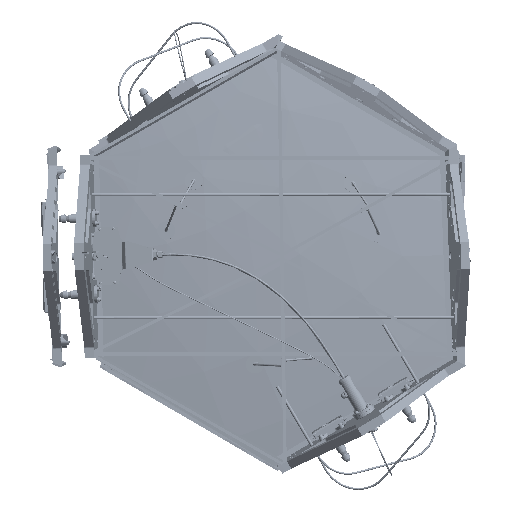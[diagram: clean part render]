
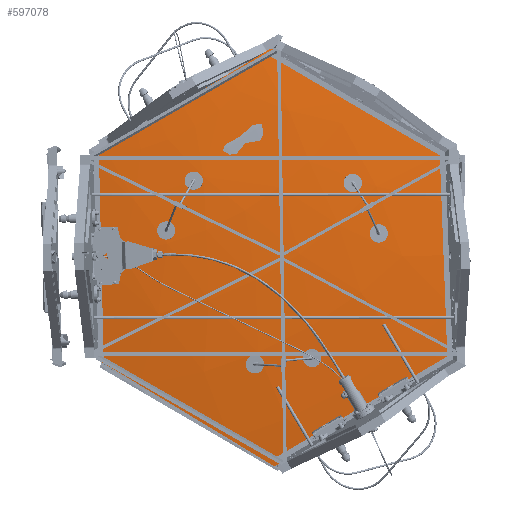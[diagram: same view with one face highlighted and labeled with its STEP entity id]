
A CAD part, front view. The second image highlights one B-rep face of the part: STEP entity #597078.
In plain terms, the highlighted face is a revolution surface.
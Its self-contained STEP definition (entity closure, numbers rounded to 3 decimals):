
#597006 = EDGE_CURVE('',#597007,#597009,#597011,.T.);
#597007 = VERTEX_POINT('',#597008);
#597008 = CARTESIAN_POINT('',(-244.827,58.188,
    122.861));
#597009 = VERTEX_POINT('',#597010);
#597010 = CARTESIAN_POINT('',(-238.385,58.496,
    -156.948));
#597011 = B_SPLINE_CURVE_WITH_KNOTS('',3,(#597012,#597013,#597014,
    #597015,#597016,#597017,#597018,#597019,#597020,#597021),
  .UNSPECIFIED.,.F.,.F.,(4,2,2,2,4),(0.,0.25,0.5,0.75,1.),
  .UNSPECIFIED.);
#597012 = CARTESIAN_POINT('',(-244.827,58.188,
    122.861));
#597013 = CARTESIAN_POINT('',(-244.291,56.639,
    99.595));
#597014 = CARTESIAN_POINT('',(-243.754,55.492,
    76.249));
#597015 = CARTESIAN_POINT('',(-242.681,53.995,
    29.639));
#597016 = CARTESIAN_POINT('',(-242.143,53.643,
    6.268));
#597017 = CARTESIAN_POINT('',(-241.069,53.717,
    -40.366));
#597018 = CARTESIAN_POINT('',(-240.531,54.144,
    -63.735));
#597019 = CARTESIAN_POINT('',(-239.458,55.755,
    -110.341));
#597020 = CARTESIAN_POINT('',(-238.921,56.943,
    -133.683));
#597021 = CARTESIAN_POINT('',(-238.385,58.496,
    -156.948));
#597046 = VERTEX_POINT('',#597047);
#597047 = CARTESIAN_POINT('',(6.118,58.445,
    274.544));
#597053 = EDGE_CURVE('',#597054,#597046,#597056,.T.);
#597054 = VERTEX_POINT('',#597055);
#597055 = CARTESIAN_POINT('',(251.015,58.496,
    131.34));
#597056 = B_SPLINE_CURVE_WITH_KNOTS('',3,(#597057,#597058,#597059,
    #597060,#597061,#597062,#597063,#597064,#597065,#597066),
  .UNSPECIFIED.,.F.,.F.,(4,2,2,2,4),(0.,0.25,0.5,0.75,1.),
  .UNSPECIFIED.);
#597057 = CARTESIAN_POINT('',(251.015,58.496,
    131.34));
#597058 = CARTESIAN_POINT('',(230.685,56.924,
    143.227));
#597059 = CARTESIAN_POINT('',(210.188,55.722,
    155.213));
#597060 = CARTESIAN_POINT('',(169.462,54.112,
    179.028));
#597061 = CARTESIAN_POINT('',(148.942,53.694,
    191.027));
#597062 = CARTESIAN_POINT('',(108.193,53.661,
    214.855));
#597063 = CARTESIAN_POINT('',(87.67,54.047,
    226.856));
#597064 = CARTESIAN_POINT('',(46.944,55.627,
    250.671));
#597065 = CARTESIAN_POINT('',(26.445,56.834,
    262.658));
#597066 = CARTESIAN_POINT('',(6.118,58.445,
    274.544));
#597078 = ADVANCED_FACE('',(#597079),#597149,.T.);
#597079 = FACE_BOUND('',#597080,.T.);
#597080 = EDGE_LOOP('',(#597081,#597082,#597095,#597096,#597121,#597136)
  );
#597081 = ORIENTED_EDGE('',*,*,#597053,.T.);
#597082 = ORIENTED_EDGE('',*,*,#597083,.T.);
#597083 = EDGE_CURVE('',#597046,#597007,#597084,.T.);
#597084 = B_SPLINE_CURVE_WITH_KNOTS('',3,(#597085,#597086,#597087,
    #597088,#597089,#597090,#597091,#597092,#597093,#597094),
  .UNSPECIFIED.,.F.,.F.,(4,2,2,2,4),(0.,0.25,0.5,0.75,1.),
  .UNSPECIFIED.);
#597085 = CARTESIAN_POINT('',(6.118,58.445,
    274.544));
#597086 = CARTESIAN_POINT('',(-14.735,56.606,
    261.94));
#597087 = CARTESIAN_POINT('',(-35.675,55.215,
    249.282));
#597088 = CARTESIAN_POINT('',(-77.468,53.35,
    224.02));
#597089 = CARTESIAN_POINT('',(-98.438,52.871,
    211.345));
#597090 = CARTESIAN_POINT('',(-140.262,52.829,
    186.065));
#597091 = CARTESIAN_POINT('',(-161.233,53.265,
    173.389));
#597092 = CARTESIAN_POINT('',(-203.029,55.044,
    148.125));
#597093 = CARTESIAN_POINT('',(-223.971,56.392,
    135.467));
#597094 = CARTESIAN_POINT('',(-244.827,58.188,
    122.861));
#597095 = ORIENTED_EDGE('',*,*,#597006,.T.);
#597096 = ORIENTED_EDGE('',*,*,#597097,.T.);
#597097 = EDGE_CURVE('',#597009,#597098,#597100,.T.);
#597098 = VERTEX_POINT('',#597099);
#597099 = CARTESIAN_POINT('',(11.214,58.546,
    -307.721));
#597100 = B_SPLINE_CURVE_WITH_KNOTS('',3,(#597101,#597102,#597103,
    #597104,#597105,#597106,#597107,#597108,#597109,#597110,#597111,
    #597112,#597113,#597114,#597115,#597116,#597117,#597118,#597119,
    #597120),.UNSPECIFIED.,.F.,.F.,(4,2,2,2,2,2,2,2,2,4),(0.,
    0.104,0.208,0.312,0.417,0.521,
    0.625,0.729,0.833,1.),.UNSPECIFIED.);
#597101 = CARTESIAN_POINT('',(-238.385,58.496,
    -156.948));
#597102 = CARTESIAN_POINT('',(-229.791,57.811,
    -162.14));
#597103 = CARTESIAN_POINT('',(-220.994,57.186,
    -167.454));
#597104 = CARTESIAN_POINT('',(-203.79,56.109,
    -177.846));
#597105 = CARTESIAN_POINT('',(-194.986,55.632,
    -183.164));
#597106 = CARTESIAN_POINT('',(-177.771,54.846,
    -193.563));
#597107 = CARTESIAN_POINT('',(-168.962,54.518,
    -198.884));
#597108 = CARTESIAN_POINT('',(-151.738,54.02,
    -209.288));
#597109 = CARTESIAN_POINT('',(-142.927,53.838,
    -214.611));
#597110 = CARTESIAN_POINT('',(-125.699,53.627,
    -225.017));
#597111 = CARTESIAN_POINT('',(-116.886,53.591,
    -230.341));
#597112 = CARTESIAN_POINT('',(-99.658,53.662,
    -240.748));
#597113 = CARTESIAN_POINT('',(-90.845,53.771,
    -246.071));
#597114 = CARTESIAN_POINT('',(-73.619,54.123,
    -256.477));
#597115 = CARTESIAN_POINT('',(-64.809,54.375,
    -261.799));
#597116 = CARTESIAN_POINT('',(-47.589,55.005,
    -272.201));
#597117 = CARTESIAN_POINT('',(-38.782,55.398,
    -277.52));
#597118 = CARTESIAN_POINT('',(-16.405,56.574,
    -291.037));
#597119 = CARTESIAN_POINT('',(-2.541,57.478,
    -299.412));
#597120 = CARTESIAN_POINT('',(11.214,58.546,
    -307.721));
#597121 = ORIENTED_EDGE('',*,*,#597122,.T.);
#597122 = EDGE_CURVE('',#597098,#597123,#597125,.T.);
#597123 = VERTEX_POINT('',#597124);
#597124 = CARTESIAN_POINT('',(261.883,58.546,
    -160.06));
#597125 = B_SPLINE_CURVE_WITH_KNOTS('',3,(#597126,#597127,#597128,
    #597129,#597130,#597131,#597132,#597133,#597134,#597135),
  .UNSPECIFIED.,.F.,.F.,(4,2,2,2,4),(0.,0.25,0.5,0.75,1.),
  .UNSPECIFIED.);
#597126 = CARTESIAN_POINT('',(11.214,58.546,
    -307.721));
#597127 = CARTESIAN_POINT('',(32.052,56.862,
    -295.445));
#597128 = CARTESIAN_POINT('',(52.967,55.594,
    -283.125));
#597129 = CARTESIAN_POINT('',(94.72,53.906,
    -258.53));
#597130 = CARTESIAN_POINT('',(115.659,53.482,
    -246.195));
#597131 = CARTESIAN_POINT('',(157.438,53.482,
    -221.585));
#597132 = CARTESIAN_POINT('',(178.377,53.906,
    -209.251));
#597133 = CARTESIAN_POINT('',(220.13,55.594,
    -184.655));
#597134 = CARTESIAN_POINT('',(241.045,56.862,
    -172.335));
#597135 = CARTESIAN_POINT('',(261.883,58.546,
    -160.06));
#597136 = ORIENTED_EDGE('',*,*,#597137,.T.);
#597137 = EDGE_CURVE('',#597123,#597054,#597138,.T.);
#597138 = B_SPLINE_CURVE_WITH_KNOTS('',3,(#597139,#597140,#597141,
    #597142,#597143,#597144,#597145,#597146,#597147,#597148),
  .UNSPECIFIED.,.F.,.F.,(4,2,2,2,4),(0.,0.25,0.5,0.75,1.),
  .UNSPECIFIED.);
#597139 = CARTESIAN_POINT('',(261.883,58.546,
    -160.06));
#597140 = CARTESIAN_POINT('',(260.981,56.936,
    -135.857));
#597141 = CARTESIAN_POINT('',(260.072,55.707,
    -111.493));
#597142 = CARTESIAN_POINT('',(258.264,54.058,
    -63.009));
#597143 = CARTESIAN_POINT('',(257.354,53.63,
    -38.617));
#597144 = CARTESIAN_POINT('',(255.544,53.597,
    9.895));
#597145 = CARTESIAN_POINT('',(254.635,53.991,
    34.288));
#597146 = CARTESIAN_POINT('',(252.826,55.61,
    82.774));
#597147 = CARTESIAN_POINT('',(251.917,56.844,
    107.14));
#597148 = CARTESIAN_POINT('',(251.015,58.496,
    131.34));
#597149 = SURFACE_OF_REVOLUTION('',#597150,#597163);
#597150 = B_SPLINE_CURVE_WITH_KNOTS('',3,(#597151,#597152,#597153,
    #597154,#597155,#597156,#597157,#597158,#597159,#597160,#597161,
    #597162),.UNSPECIFIED.,.F.,.F.,(4,2,2,2,2,4),(0.,0.125,0.25,0.5,0.75
    ,1.),.UNSPECIFIED.);
#597151 = CARTESIAN_POINT('',(-255.435,103.807,
    431.545));
#597152 = CARTESIAN_POINT('',(-171.948,124.953,
    574.318));
#597153 = CARTESIAN_POINT('',(-85.723,166.671,
    712.442));
#597154 = CARTESIAN_POINT('',(92.196,291.245,
    979.386));
#597155 = CARTESIAN_POINT('',(183.89,374.102,
    1108.205));
#597156 = CARTESIAN_POINT('',(467.171,684.363,
    1480.702));
#597157 = CARTESIAN_POINT('',(666.956,973.46,
    1710.421));
#597158 = CARTESIAN_POINT('',(1088.401,1716.136,
    2132.662));
#597159 = CARTESIAN_POINT('',(1310.06,2169.718,
    2325.185));
#597160 = CARTESIAN_POINT('',(1775.263,3241.371,
    2673.053));
#597161 = CARTESIAN_POINT('',(2018.807,3859.442,
    2828.399));
#597162 = CARTESIAN_POINT('',(2273.296,4559.762,
    2965.158));
#597163 = AXIS1_PLACEMENT('',#597164,#597165);
#597164 = CARTESIAN_POINT('',(-255.329,104.609,
    431.363));
#597165 = DIRECTION('',(0.129,0.967,-0.219));
